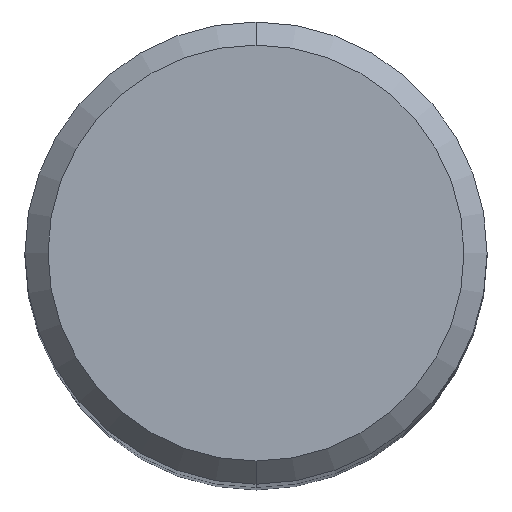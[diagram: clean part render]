
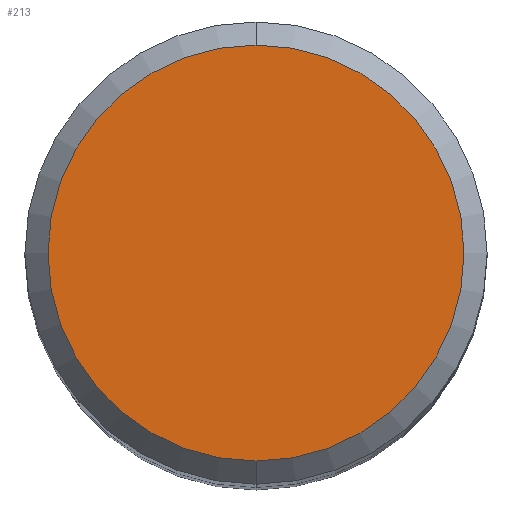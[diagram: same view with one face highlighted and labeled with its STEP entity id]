
A CAD part, top view. The second image highlights one B-rep face of the part: STEP entity #213.
In plain terms, the highlighted planar face has unit normal (0, 0, 1).
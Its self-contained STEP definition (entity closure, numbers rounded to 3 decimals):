
#213=ADVANCED_FACE('',(#508),#509,.T.);
#241=VERTEX_POINT('',#540);
#281=EDGE_CURVE('',#309,#241,#584,.T.);
#307=EDGE_CURVE('',#241,#309,#614,.T.);
#309=VERTEX_POINT('',#616);
#508=FACE_OUTER_BOUND('',#856,.T.);
#509=PLANE('',#857);
#540=CARTESIAN_POINT('',(0.,-4.5,0.0));
#584=CIRCLE('',#1051,4.5);
#614=CIRCLE('',#1099,4.5);
#616=CARTESIAN_POINT('',(0.0,4.5,0.0));
#856=EDGE_LOOP('',(#1460,#1461));
#857=AXIS2_PLACEMENT_3D('',#1462,#1463,#1464);
#1051=AXIS2_PLACEMENT_3D('',#1554,#1555,#1556);
#1099=AXIS2_PLACEMENT_3D('',#1602,#1603,#1604);
#1460=ORIENTED_EDGE('',*,*,#281,.F.);
#1461=ORIENTED_EDGE('',*,*,#307,.F.);
#1462=CARTESIAN_POINT('',(0.0,2.25,0.0));
#1463=DIRECTION('',(-0.0,0.0,1.0));
#1464=DIRECTION('',(0.0,-1.0,0.0));
#1554=CARTESIAN_POINT('',(0.0,0.0,0.0));
#1555=DIRECTION('',(0.0,0.0,-1.0));
#1556=DIRECTION('',(0.0,1.0,0.0));
#1602=CARTESIAN_POINT('',(0.0,0.0,0.0));
#1603=DIRECTION('',(0.0,0.0,-1.0));
#1604=DIRECTION('',(0.0,1.0,0.0));
